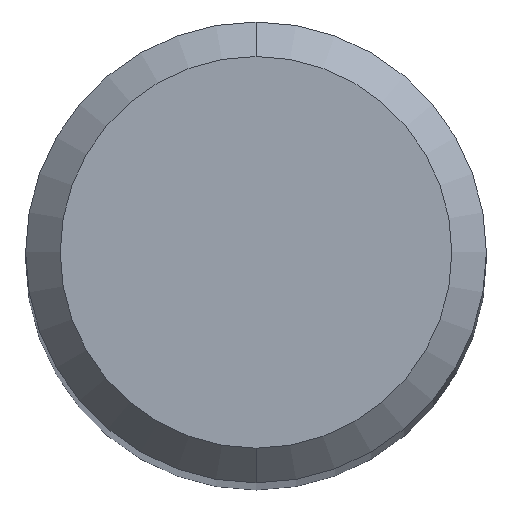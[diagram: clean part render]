
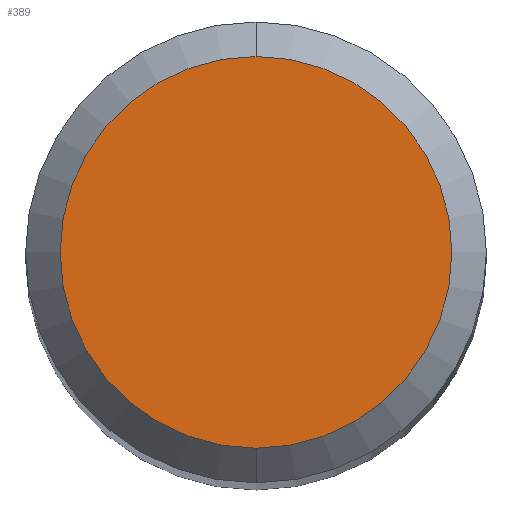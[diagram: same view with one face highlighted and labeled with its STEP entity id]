
A CAD part, top view. The second image highlights one B-rep face of the part: STEP entity #389.
In plain terms, the highlighted planar face has unit normal (0, 0, 1).
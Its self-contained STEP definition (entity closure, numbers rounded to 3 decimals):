
#181=EDGE_CURVE('',#453,#255,#488,.T.);
#255=VERTEX_POINT('',#567);
#269=EDGE_CURVE('',#255,#453,#583,.T.);
#389=ADVANCED_FACE('',(#716),#717,.T.);
#453=VERTEX_POINT('',#790);
#488=CIRCLE('',#820,1.7);
#567=CARTESIAN_POINT('',(0.0,1.7,0.0));
#583=CIRCLE('',#962,1.7);
#716=FACE_OUTER_BOUND('',#1245,.T.);
#717=PLANE('',#1246);
#790=CARTESIAN_POINT('',(0.,-1.7,0.0));
#820=AXIS2_PLACEMENT_3D('',#1446,#1447,#1448);
#962=AXIS2_PLACEMENT_3D('',#1545,#1546,#1547);
#1245=EDGE_LOOP('',(#1703,#1704));
#1246=AXIS2_PLACEMENT_3D('',#1705,#1706,#1707);
#1446=CARTESIAN_POINT('',(0.0,0.0,0.0));
#1447=DIRECTION('',(0.0,0.0,-1.0));
#1448=DIRECTION('',(0.0,1.0,0.0));
#1545=CARTESIAN_POINT('',(0.0,0.0,0.0));
#1546=DIRECTION('',(0.0,0.0,-1.0));
#1547=DIRECTION('',(0.0,1.0,0.0));
#1703=ORIENTED_EDGE('',*,*,#269,.F.);
#1704=ORIENTED_EDGE('',*,*,#181,.F.);
#1705=CARTESIAN_POINT('',(0.0,0.85,0.0));
#1706=DIRECTION('',(-0.0,0.0,1.0));
#1707=DIRECTION('',(0.0,-1.0,0.0));
